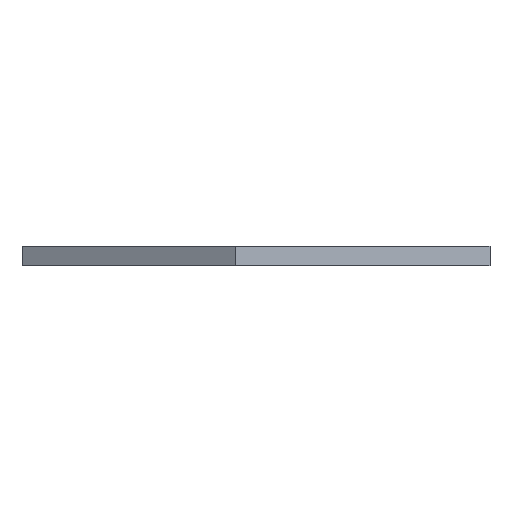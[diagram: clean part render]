
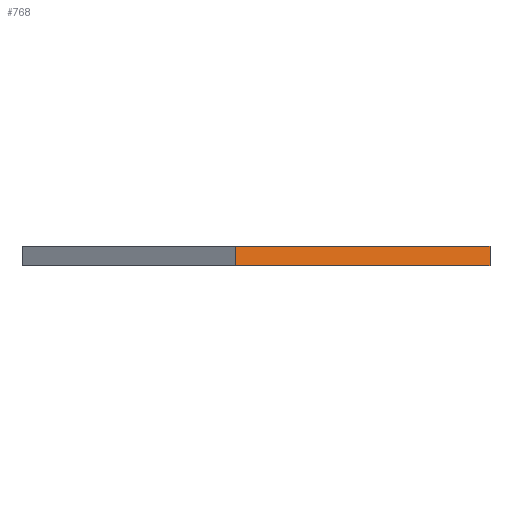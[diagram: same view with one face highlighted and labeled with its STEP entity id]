
A CAD part, left-side view. The second image highlights one B-rep face of the part: STEP entity #768.
In plain terms, the highlighted planar face has unit normal (-0.866, -0.5, 0).
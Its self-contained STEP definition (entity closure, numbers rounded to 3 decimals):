
#16 = VECTOR ( 'NONE', #305, 1000. ) ;
#22 = LINE ( 'NONE', #643, #660 ) ;
#39 = CARTESIAN_POINT ( 'NONE',  ( -44.891, 2.246, 0. ) ) ;
#108 = DIRECTION ( 'NONE',  ( 0., 0., -1. ) ) ;
#132 = CARTESIAN_POINT ( 'NONE',  ( -20.5, -40., 3.3 ) ) ;
#133 = EDGE_CURVE ( 'NONE', #528, #773, #328, .T. ) ;
#142 = CARTESIAN_POINT ( 'NONE',  ( -20.5, -40., 0. ) ) ;
#182 = EDGE_CURVE ( 'NONE', #898, #663, #22, .T. ) ;
#264 = ORIENTED_EDGE ( 'NONE', *, *, #133, .F. ) ;
#305 = DIRECTION ( 'NONE',  ( 0.5, -0.866, 0. ) ) ;
#306 = AXIS2_PLACEMENT_3D ( 'NONE', #957, #877, #404 ) ;
#328 = LINE ( 'NONE', #1012, #16 ) ;
#343 = EDGE_CURVE ( 'NONE', #773, #663, #355, .T. ) ;
#355 = LINE ( 'NONE', #132, #1021 ) ;
#369 = EDGE_LOOP ( 'NONE', ( #999, #759, #264, #833 ) ) ;
#404 = DIRECTION ( 'NONE',  ( -0.5, 0.866, 0. ) ) ;
#426 = VECTOR ( 'NONE', #108, 1000. ) ;
#486 = DIRECTION ( 'NONE',  ( 0.5, -0.866, 0. ) ) ;
#528 = VERTEX_POINT ( 'NONE', #731 ) ;
#557 = FACE_OUTER_BOUND ( 'NONE', #369, .T. ) ;
#579 = CARTESIAN_POINT ( 'NONE',  ( -44.891, 2.246, 3.3 ) ) ;
#643 = CARTESIAN_POINT ( 'NONE',  ( -44.891, 2.246, 0. ) ) ;
#660 = VECTOR ( 'NONE', #486, 1000. ) ;
#663 = VERTEX_POINT ( 'NONE', #142 ) ;
#687 = DIRECTION ( 'NONE',  ( 0., 0., -1. ) ) ;
#718 = CARTESIAN_POINT ( 'NONE',  ( -20.5, -40., 3.3 ) ) ;
#731 = CARTESIAN_POINT ( 'NONE',  ( -44.891, 2.246, 3.3 ) ) ;
#759 = ORIENTED_EDGE ( 'NONE', *, *, #343, .F. ) ;
#768 = ADVANCED_FACE ( 'NONE', ( #557 ), #949, .F. ) ;
#773 = VERTEX_POINT ( 'NONE', #718 ) ;
#828 = LINE ( 'NONE', #579, #426 ) ;
#833 = ORIENTED_EDGE ( 'NONE', *, *, #960, .T. ) ;
#877 = DIRECTION ( 'NONE',  ( 0.866, 0.5, 0. ) ) ;
#898 = VERTEX_POINT ( 'NONE', #39 ) ;
#949 = PLANE ( 'NONE',  #306 ) ;
#957 = CARTESIAN_POINT ( 'NONE',  ( -44.891, 2.246, 3.3 ) ) ;
#960 = EDGE_CURVE ( 'NONE', #528, #898, #828, .T. ) ;
#999 = ORIENTED_EDGE ( 'NONE', *, *, #182, .T. ) ;
#1012 = CARTESIAN_POINT ( 'NONE',  ( -44.891, 2.246, 3.3 ) ) ;
#1021 = VECTOR ( 'NONE', #687, 1000. ) ;
